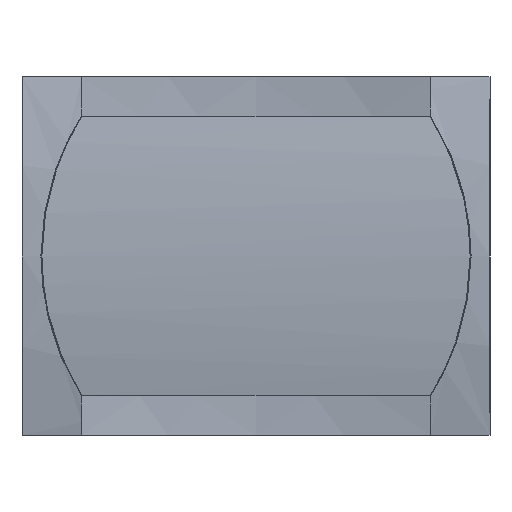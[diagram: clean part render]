
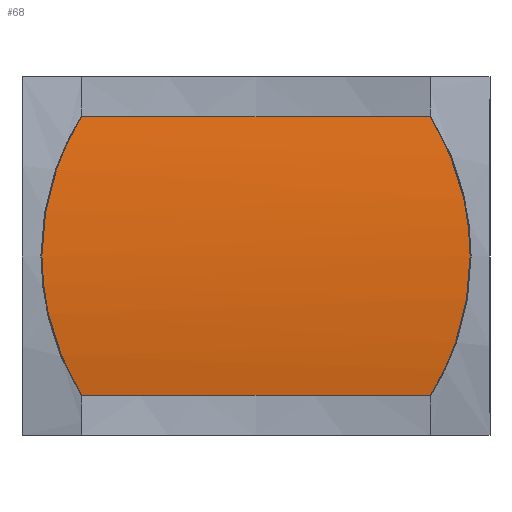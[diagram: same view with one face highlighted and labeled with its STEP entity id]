
A CAD part, left-side view. The second image highlights one B-rep face of the part: STEP entity #68.
In plain terms, the highlighted cylindrical face has radius 41 mm (diameter 82 mm), a partial arc.
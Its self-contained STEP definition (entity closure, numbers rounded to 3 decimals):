
#1=CARTESIAN_POINT('POINT35660',(-7.,-10.75,
   0.));
#2=VERTEX_POINT('VERTEX35660',#1);
#3=CARTESIAN_POINT('POINT35661',(-6.398,-8.75,
   -7.));
#4=VERTEX_POINT('VERTEX35661',#3);
#5=B_SPLINE_CURVE_WITH_KNOTS('SPLINE_CRV678',3,(#6,#7,#8,#9,#10,#11),
   .UNSPECIFIED.,.F.,.F.,(4,2,4),(2.377,
   2.575,2.655),.UNSPECIFIED.);
#6=CARTESIAN_POINT('',(-7.,-10.75,0.));
#7=CARTESIAN_POINT('',(-7.,-10.75,-1.676));
#8=CARTESIAN_POINT('',(-6.887,-10.413,
   -3.457));
#9=CARTESIAN_POINT('',(-6.6,-9.458,
   -5.753));
#10=CARTESIAN_POINT('',(-6.503,-9.127,
   -6.395));
#11=CARTESIAN_POINT('',(-6.398,-8.75,-7.));
#12=EDGE_CURVE('EDGE54494',#2,#4,#5,.T.);
#13=ORIENTED_EDGE('COEDGE109139',*,*,#12,.F.);
#14=CARTESIAN_POINT('POINT35662',(-6.398,-8.75,
   7.));
#15=VERTEX_POINT('VERTEX35662',#14);
#16=B_SPLINE_CURVE_WITH_KNOTS('SPLINE_CRV679',3,(#17,#18,#19,#20,#21,#22
   ),.UNSPECIFIED.,.F.,.F.,(4,2,4),(2.098,
   2.179,2.377),.UNSPECIFIED.);
#17=CARTESIAN_POINT('',(-6.398,-8.75,7.));
#18=CARTESIAN_POINT('',(-6.503,-9.127,
   6.395));
#19=CARTESIAN_POINT('',(-6.6,-9.458,
   5.753));
#20=CARTESIAN_POINT('',(-6.887,-10.413,
   3.457));
#21=CARTESIAN_POINT('',(-7.,-10.75,1.676));
#22=CARTESIAN_POINT('',(-7.,-10.75,0.));
#23=EDGE_CURVE('EDGE54495',#15,#2,#16,.T.);
#24=ORIENTED_EDGE('COEDGE109140',*,*,#23,.F.);
#25=CARTESIAN_POINT('POINT35663',(-6.398,8.75,
   7.));
#26=VERTEX_POINT('VERTEX35663',#25);
#27=CARTESIAN_POINT('POS59565',(-6.398,-11.75,
   7.));
#28=DIRECTION('DIR83738',(0.,-1.,
   0.));
#29=VECTOR('VEC35392',#28,25.4);
#30=LINE('STRAIGHT35392',#27,#29);
#31=EDGE_CURVE('EDGE54496',#26,#15,#30,.T.);
#32=ORIENTED_EDGE('COEDGE109141',*,*,#31,.F.);
#33=CARTESIAN_POINT('POINT35664',(-7.,10.75,
   0.));
#34=VERTEX_POINT('VERTEX35664',#33);
#35=B_SPLINE_CURVE_WITH_KNOTS('SPLINE_CRV680',3,(#36,#37,#38,#39,#40,#41
   ),.UNSPECIFIED.,.F.,.F.,(4,2,4),(0.792,
   0.99,1.071),.UNSPECIFIED.);
#36=CARTESIAN_POINT('',(-7.,10.75,0.));
#37=CARTESIAN_POINT('',(-7.,10.75,1.676));
#38=CARTESIAN_POINT('',(-6.887,10.413,
   3.457));
#39=CARTESIAN_POINT('',(-6.6,9.458,
   5.753));
#40=CARTESIAN_POINT('',(-6.503,9.127,
   6.395));
#41=CARTESIAN_POINT('',(-6.398,8.75,7.));
#42=EDGE_CURVE('EDGE54497',#34,#26,#35,.T.);
#43=ORIENTED_EDGE('COEDGE109142',*,*,#42,.F.);
#44=CARTESIAN_POINT('POINT35665',(-6.398,8.75,
   -7.));
#45=VERTEX_POINT('VERTEX35665',#44);
#46=B_SPLINE_CURVE_WITH_KNOTS('SPLINE_CRV681',3,(#47,#48,#49,#50,#51,#52
   ),.UNSPECIFIED.,.F.,.F.,(4,2,4),(0.513,
   0.594,0.792),.UNSPECIFIED.);
#47=CARTESIAN_POINT('',(-6.398,8.75,-7.));
#48=CARTESIAN_POINT('',(-6.503,9.127,
   -6.395));
#49=CARTESIAN_POINT('',(-6.6,9.458,
   -5.753));
#50=CARTESIAN_POINT('',(-6.887,10.413,
   -3.457));
#51=CARTESIAN_POINT('',(-7.,10.75,-1.676));
#52=CARTESIAN_POINT('',(-7.,10.75,0.));
#53=EDGE_CURVE('EDGE54498',#45,#34,#46,.T.);
#54=ORIENTED_EDGE('COEDGE109143',*,*,#53,.F.);
#55=CARTESIAN_POINT('POS59566',(-6.398,-11.75,
   -7.));
#56=DIRECTION('DIR83739',(0.,1.,
   0.));
#57=VECTOR('VEC35393',#56,25.4);
#58=LINE('STRAIGHT35393',#55,#57);
#59=EDGE_CURVE('EDGE54499',#4,#45,#58,.T.);
#60=ORIENTED_EDGE('COEDGE109144',*,*,#59,.F.);
#61=EDGE_LOOP('NONE',(#13,#24,#32,#43,#54,#60));
#62=FACE_BOUND('LOOP1',#61,.T.);
#63=CARTESIAN_POINT('POS59567',(34.,-11.75,
   0.));
#64=DIRECTION('DIR83740',(0.,1.,
   0.));
#65=DIRECTION('DIR83741',(-0.976,0.,
   -0.22));
#66=AXIS2_PLACEMENT_3D('AXIS24174',#63,#64,#65);
#67=CYLINDRICAL_SURFACE('CONE_SURF4127',#66,41.);
#68=ADVANCED_FACE('FACE21289',(#62),#67,.T.);
